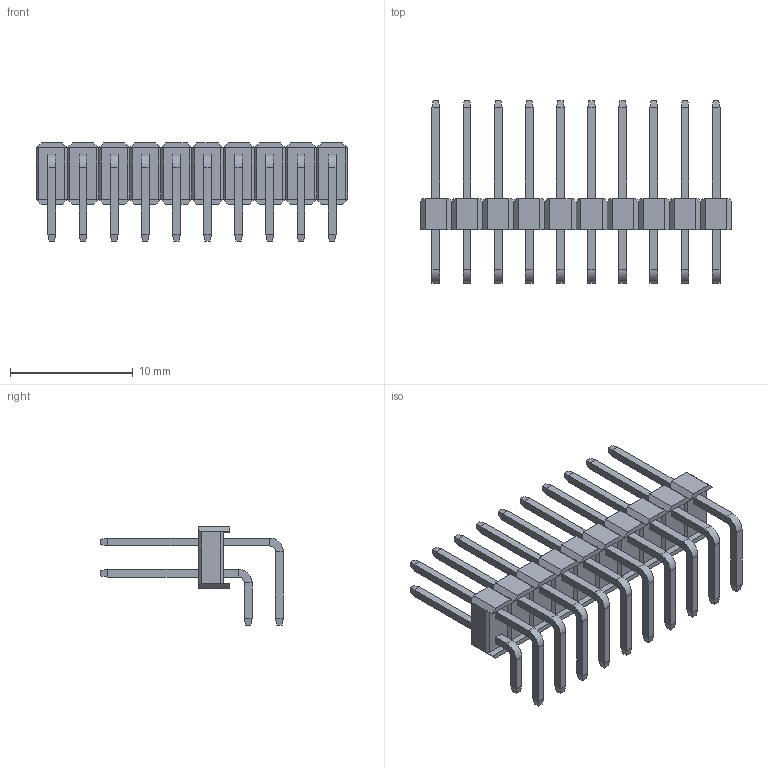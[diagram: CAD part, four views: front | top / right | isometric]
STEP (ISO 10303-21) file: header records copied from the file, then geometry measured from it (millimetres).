
FILE_DESCRIPTION (( 'STEP AP214' ), '1' );
FILE_NAME ('2x10 Male Pin Header Angle.STEP', '2018-11-16T18:39:24', ( 'M.B.I.' ), ( '' ), 'SwSTEP 2.0', '', '' );
FILE_SCHEMA (( 'AUTOMOTIVE_DESIGN' ));
Length unit declared in the file: millimetre
Products named in the file (1): 2x10 Male Pin Header Angle
Bounding box: 25.41 x 14.9 x 8 mm (x, y, z)
Volume: 385.7 mm3; surface area: 1479.8 mm2
Topology: 21 solids, 21 shells, 728 faces, 1714 edges, 1028 vertices
Faces by surface type: plane 688, cylinder 40
Entity records: 20340 total; most frequent: CARTESIAN_POINT 3471, ORIENTED_EDGE 3428, DIRECTION 3252, EDGE_CURVE 1714, VECTOR 1634, LINE 1634, VERTEX_POINT 1028, AXIS2_PLACEMENT_3D 809
